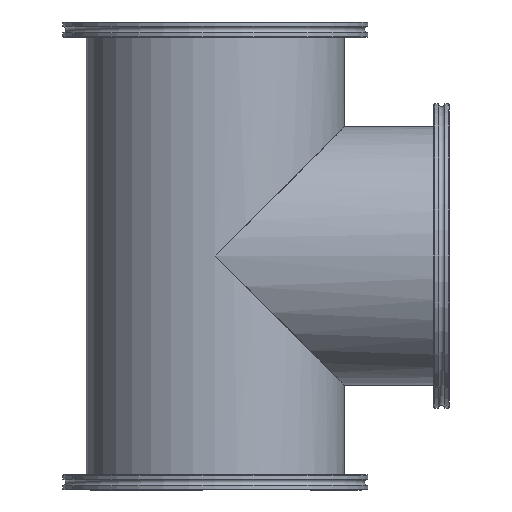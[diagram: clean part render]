
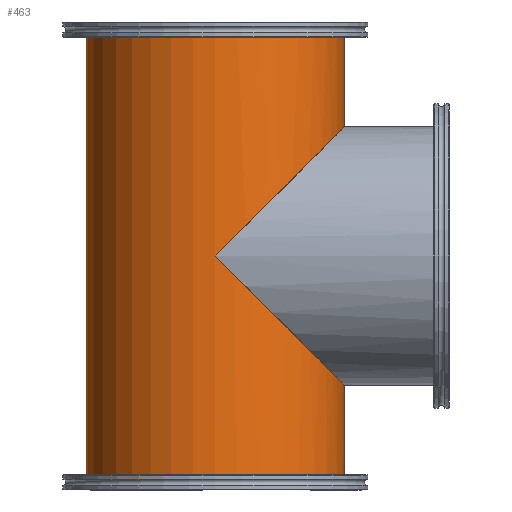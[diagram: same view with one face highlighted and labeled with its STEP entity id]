
A CAD part, left-side view. The second image highlights one B-rep face of the part: STEP entity #463.
In plain terms, the highlighted cylindrical face has radius 101.6 mm (diameter 203.2 mm), a full revolution.
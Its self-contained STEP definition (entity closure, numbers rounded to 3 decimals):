
#55=CIRCLE('',#576,101.6);
#56=CIRCLE('',#577,101.6);
#92=CYLINDRICAL_SURFACE('',#575,101.6);
#105=FACE_OUTER_BOUND('',#132,.T.);
#132=EDGE_LOOP('',(#328,#329,#330,#331,#332,#333,#334,#335));
#168=LINE('',#846,#187);
#169=LINE('',#848,#188);
#187=VECTOR('',#670,101.6);
#188=VECTOR('',#671,101.6);
#204=ELLIPSE('',#570,143.684,101.6);
#206=ELLIPSE('',#573,143.684,101.6);
#212=VERTEX_POINT('',#832);
#213=VERTEX_POINT('',#833);
#216=VERTEX_POINT('',#844);
#217=VERTEX_POINT('',#847);
#256=EDGE_CURVE('',#212,#213,#204,.T.);
#260=EDGE_CURVE('',#213,#212,#206,.T.);
#262=EDGE_CURVE('',#216,#216,#55,.T.);
#263=EDGE_CURVE('',#216,#213,#168,.T.);
#264=EDGE_CURVE('',#213,#217,#169,.T.);
#265=EDGE_CURVE('',#217,#217,#56,.T.);
#328=ORIENTED_EDGE('',*,*,#262,.F.);
#329=ORIENTED_EDGE('',*,*,#263,.T.);
#330=ORIENTED_EDGE('',*,*,#264,.T.);
#331=ORIENTED_EDGE('',*,*,#265,.F.);
#332=ORIENTED_EDGE('',*,*,#264,.F.);
#333=ORIENTED_EDGE('',*,*,#260,.T.);
#334=ORIENTED_EDGE('',*,*,#256,.T.);
#335=ORIENTED_EDGE('',*,*,#263,.F.);
#463=ADVANCED_FACE('',(#105),#92,.T.);
#570=AXIS2_PLACEMENT_3D('',#834,#654,#655);
#573=AXIS2_PLACEMENT_3D('',#841,#662,#663);
#575=AXIS2_PLACEMENT_3D('',#843,#666,#667);
#576=AXIS2_PLACEMENT_3D('',#845,#668,#669);
#577=AXIS2_PLACEMENT_3D('',#849,#672,#673);
#654=DIRECTION('center_axis',(0.,0.707,0.707));
#655=DIRECTION('ref_axis',(0.,-0.707,0.707));
#662=DIRECTION('center_axis',(0.,0.707,-0.707));
#663=DIRECTION('ref_axis',(0.,-0.707,-0.707));
#666=DIRECTION('center_axis',(0.,0.,1.));
#667=DIRECTION('ref_axis',(-1.,0.,0.));
#668=DIRECTION('center_axis',(0.,0.,1.));
#669=DIRECTION('ref_axis',(-1.,0.,0.));
#670=DIRECTION('',(0.,0.,-1.));
#671=DIRECTION('',(0.,0.,-1.));
#672=DIRECTION('center_axis',(0.,0.,-1.));
#673=DIRECTION('ref_axis',(-1.,0.,0.));
#832=CARTESIAN_POINT('',(-101.6,0.,177.7));
#833=CARTESIAN_POINT('',(101.6,0.,177.7));
#834=CARTESIAN_POINT('Origin',(0.,0.,177.7));
#841=CARTESIAN_POINT('Origin',(0.,0.,177.7));
#843=CARTESIAN_POINT('Origin',(0.,0.,0.));
#844=CARTESIAN_POINT('',(101.6,0.,355.4));
#845=CARTESIAN_POINT('Origin',(0.,0.,355.4));
#846=CARTESIAN_POINT('',(101.6,0.,0.));
#847=CARTESIAN_POINT('',(101.6,0.,0.));
#848=CARTESIAN_POINT('',(101.6,0.,0.));
#849=CARTESIAN_POINT('Origin',(0.,0.,0.));
